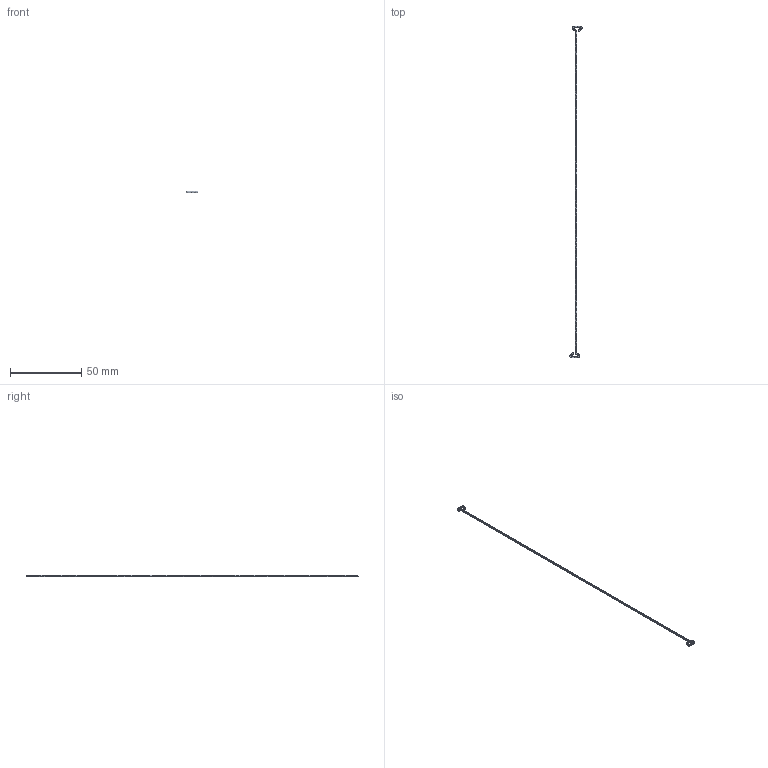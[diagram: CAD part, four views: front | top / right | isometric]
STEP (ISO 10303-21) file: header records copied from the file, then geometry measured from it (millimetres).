
FILE_DESCRIPTION (( 'STEP AP203' ), '1' );
FILE_NAME ('String_Default_sldprt.STEP', '2021-06-21T20:04:53', ( '' ), ( '' ), 'SwSTEP 2.0', 'SolidWorks 2018', '' );
FILE_SCHEMA (( 'CONFIG_CONTROL_DESIGN' ));
Length unit declared in the file: millimetre
Products named in the file (1): String_Default_sldprt
Bounding box: 8.69 x 233 x 1 mm (x, y, z)
Volume: 162.9 mm3; surface area: 1058.6 mm2
Topology: 1 solids, 1 shells, 68 faces, 138 edges, 72 vertices
Faces by surface type: bspline 66, plane 2
Entity records: 14135 total; most frequent: CARTESIAN_POINT 13011, ORIENTED_EDGE 276, DIRECTION 150, EDGE_CURVE 138, AXIS2_PLACEMENT_3D 75, CIRCLE 72, VERTEX_POINT 72, ADVANCED_FACE 68
